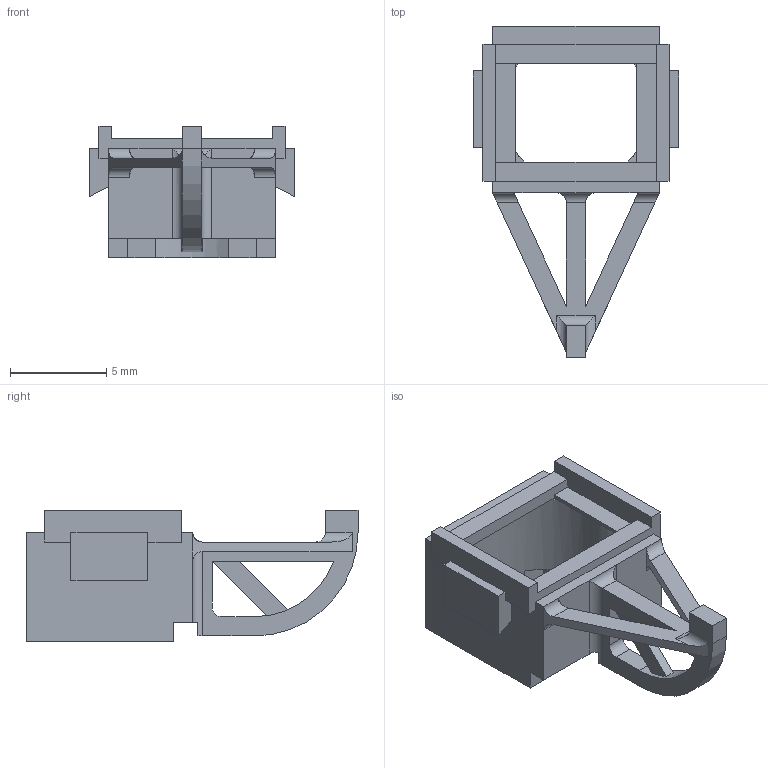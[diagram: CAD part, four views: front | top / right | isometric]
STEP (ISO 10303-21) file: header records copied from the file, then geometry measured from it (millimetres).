
FILE_DESCRIPTION(/* description */ ('STEP AP214'),/* implementation_level */ '2;1');
FILE_NAME(/* name */ '613a147b1ec53e69351e8a84',/* time_stamp */ '2021-09-09T14:04:43+00:00',/* author */ (''),/* organization */ (''),/* preprocessor_version */ 'ST-DEVELOPER v18.1',/* originating_system */ ' ',/* authorisation */ ' ');
FILE_SCHEMA (('AUTOMOTIVE_DESIGN {1 0 10303 214 3 1 1}'));
Length unit declared in the file: metre
Products named in the file (1): Part 1
Bounding box: 10.67 x 17.25 x 6.83 mm (x, y, z)
Volume: 229.4 mm3; surface area: 627.8 mm2
Topology: 1 solids, 1 shells, 92 faces, 268 edges, 171 vertices
Faces by surface type: plane 78, cylinder 14
Full cylindrical faces by diameter (mm): 7.67 x1
Entity records: 3024 total; most frequent: ORIENTED_EDGE 532, CARTESIAN_POINT 529, DIRECTION 492, EDGE_CURVE 266, LINE 226, VECTOR 226, VERTEX_POINT 170, AXIS2_PLACEMENT_3D 133
